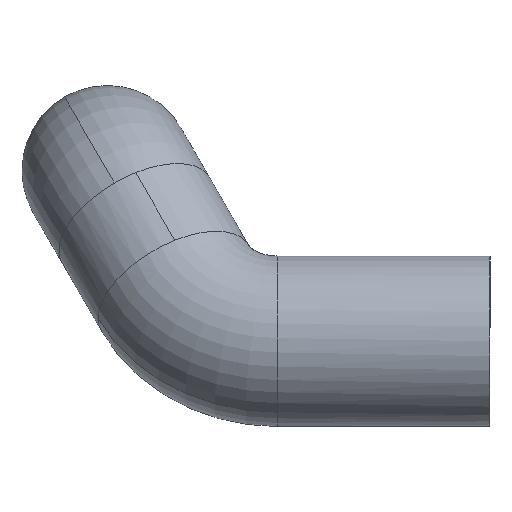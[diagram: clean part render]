
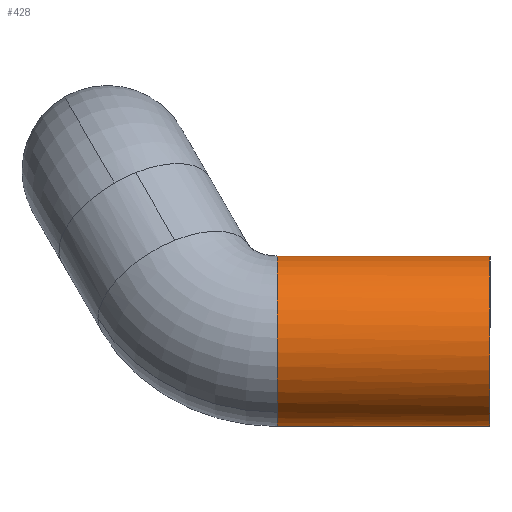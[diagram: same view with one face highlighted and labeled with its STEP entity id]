
A CAD part, left-side view. The second image highlights one B-rep face of the part: STEP entity #428.
In plain terms, the highlighted cylindrical face has radius 7.5 mm (diameter 15 mm), a partial arc.
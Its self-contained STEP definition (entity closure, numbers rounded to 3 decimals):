
#11 = CIRCLE ( 'NONE', #91, 7.5 ) ;
#19 = LINE ( 'NONE', #682, #466 ) ;
#23 = VECTOR ( 'NONE', #244, 1000. ) ;
#28 = EDGE_CURVE ( 'NONE', #534, #259, #693, .T. ) ;
#33 = AXIS2_PLACEMENT_3D ( 'NONE', #463, #87, #655 ) ;
#56 = ORIENTED_EDGE ( 'NONE', *, *, #275, .F. ) ;
#65 = VERTEX_POINT ( 'NONE', #415 ) ;
#81 = CIRCLE ( 'NONE', #679, 7.5 ) ;
#87 = DIRECTION ( 'NONE',  ( 0., -1., 0. ) ) ;
#91 = AXIS2_PLACEMENT_3D ( 'NONE', #444, #648, #327 ) ;
#124 = CARTESIAN_POINT ( 'NONE',  ( -25., -6.29, 7.5 ) ) ;
#160 = VERTEX_POINT ( 'NONE', #339 ) ;
#185 = ORIENTED_EDGE ( 'NONE', *, *, #28, .T. ) ;
#220 = DIRECTION ( 'NONE',  ( 0., 0., 1. ) ) ;
#241 = DIRECTION ( 'NONE',  ( 0., 1., 0. ) ) ;
#244 = DIRECTION ( 'NONE',  ( 0., -1., 0. ) ) ;
#246 = EDGE_LOOP ( 'NONE', ( #530, #56, #371, #359, #185 ) ) ;
#259 = VERTEX_POINT ( 'NONE', #284 ) ;
#275 = EDGE_CURVE ( 'NONE', #65, #489, #11, .T. ) ;
#284 = CARTESIAN_POINT ( 'NONE',  ( -25., -25., 7.5 ) ) ;
#295 = CARTESIAN_POINT ( 'NONE',  ( -25., -25., -7.5 ) ) ;
#296 = EDGE_CURVE ( 'NONE', #489, #259, #610, .T. ) ;
#327 = DIRECTION ( 'NONE',  ( 0., 0., 1. ) ) ;
#329 = EDGE_CURVE ( 'NONE', #160, #534, #19, .T. ) ;
#339 = CARTESIAN_POINT ( 'NONE',  ( -25., -6.29, -7.5 ) ) ;
#359 = ORIENTED_EDGE ( 'NONE', *, *, #329, .T. ) ;
#365 = AXIS2_PLACEMENT_3D ( 'NONE', #570, #241, #411 ) ;
#371 = ORIENTED_EDGE ( 'NONE', *, *, #387, .F. ) ;
#375 = CYLINDRICAL_SURFACE ( 'NONE', #33, 7.5 ) ;
#387 = EDGE_CURVE ( 'NONE', #160, #65, #81, .T. ) ;
#409 = DIRECTION ( 'NONE',  ( 0., -1., 0. ) ) ;
#411 = DIRECTION ( 'NONE',  ( 0., 0., 1. ) ) ;
#415 = CARTESIAN_POINT ( 'NONE',  ( -29.16, -6.29, -6.24 ) ) ;
#428 = ADVANCED_FACE ( 'NONE', ( #708 ), #375, .T. ) ;
#444 = CARTESIAN_POINT ( 'NONE',  ( -25., -6.29, 0. ) ) ;
#463 = CARTESIAN_POINT ( 'NONE',  ( -25., -6.29, 0. ) ) ;
#466 = VECTOR ( 'NONE', #409, 1000. ) ;
#489 = VERTEX_POINT ( 'NONE', #499 ) ;
#499 = CARTESIAN_POINT ( 'NONE',  ( -25., -6.29, 7.5 ) ) ;
#522 = DIRECTION ( 'NONE',  ( 0., 1., 0. ) ) ;
#530 = ORIENTED_EDGE ( 'NONE', *, *, #296, .F. ) ;
#534 = VERTEX_POINT ( 'NONE', #295 ) ;
#570 = CARTESIAN_POINT ( 'NONE',  ( -25., -25., 0. ) ) ;
#610 = LINE ( 'NONE', #124, #23 ) ;
#631 = CARTESIAN_POINT ( 'NONE',  ( -25., -6.29, 0. ) ) ;
#648 = DIRECTION ( 'NONE',  ( 0., 1., 0. ) ) ;
#655 = DIRECTION ( 'NONE',  ( 0., 0., -1. ) ) ;
#679 = AXIS2_PLACEMENT_3D ( 'NONE', #631, #522, #220 ) ;
#682 = CARTESIAN_POINT ( 'NONE',  ( -25., -6.29, -7.5 ) ) ;
#693 = CIRCLE ( 'NONE', #365, 7.5 ) ;
#708 = FACE_OUTER_BOUND ( 'NONE', #246, .T. ) ;
